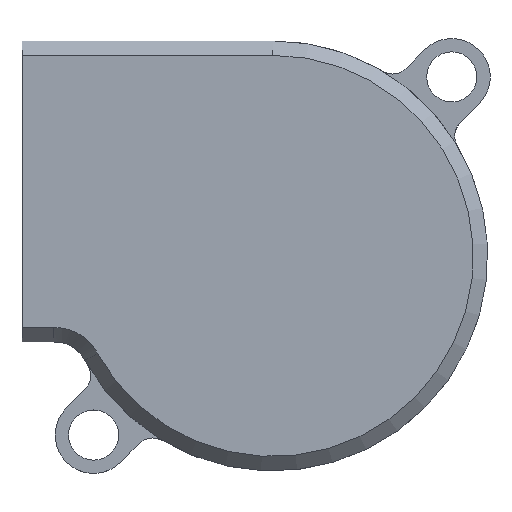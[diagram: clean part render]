
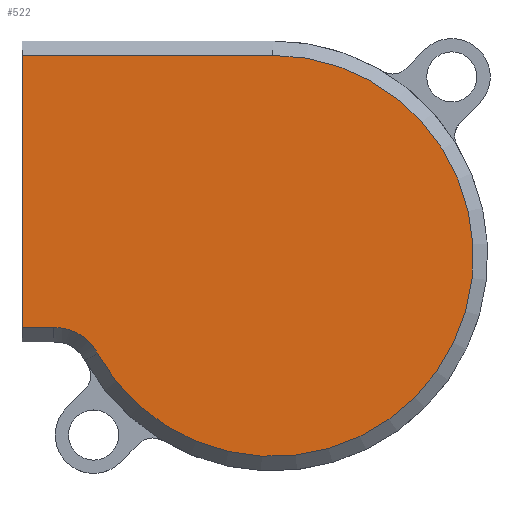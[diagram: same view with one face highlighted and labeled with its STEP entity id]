
A CAD part, top view. The second image highlights one B-rep face of the part: STEP entity #522.
In plain terms, the highlighted planar face has unit normal (0, 0, 1).
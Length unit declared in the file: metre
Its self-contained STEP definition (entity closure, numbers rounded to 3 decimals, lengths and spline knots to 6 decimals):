
#23=PLANE('',#571);
#40=LINE('',#766,#75);
#51=LINE('',#796,#86);
#52=LINE('',#797,#87);
#75=VECTOR('',#625,1.);
#86=VECTOR('',#642,1.);
#87=VECTOR('',#643,1.);
#112=B_SPLINE_CURVE_WITH_KNOTS('',3,(#799,#800,#801,#802,#803,#804,#805,
#806,#807,#808,#809,#810),.UNSPECIFIED.,.F.,.F.,(4,1,1,1,1,1,1,1,1,4),(0.,
0.125,0.25,0.375,0.5,0.625,0.75,0.8125,0.875,1.),.UNSPECIFIED.);
#163=ORIENTED_EDGE('',*,*,#318,.T.);
#164=ORIENTED_EDGE('',*,*,#319,.T.);
#165=ORIENTED_EDGE('',*,*,#306,.T.);
#166=ORIENTED_EDGE('',*,*,#320,.T.);
#167=ORIENTED_EDGE('',*,*,#321,.T.);
#306=EDGE_CURVE('',#384,#385,#40,.T.);
#318=EDGE_CURVE('',#394,#395,#429,.T.);
#319=EDGE_CURVE('',#395,#384,#51,.T.);
#320=EDGE_CURVE('',#385,#396,#52,.T.);
#321=EDGE_CURVE('',#396,#394,#112,.T.);
#384=VERTEX_POINT('',#767);
#385=VERTEX_POINT('',#768);
#394=VERTEX_POINT('',#794);
#395=VERTEX_POINT('',#795);
#396=VERTEX_POINT('',#798);
#429=CIRCLE('',#572,0.028);
#444=EDGE_LOOP('',(#163,#164,#165,#166,#167));
#480=FACE_BOUND('',#444,.T.);
#522=ADVANCED_FACE('',(#480),#23,.T.);
#571=AXIS2_PLACEMENT_3D('',#792,#638,#639);
#572=AXIS2_PLACEMENT_3D('',#793,#640,#641);
#625=DIRECTION('',(0.,-1.,0.));
#638=DIRECTION('',(0.,0.,1.));
#639=DIRECTION('',(1.,0.,0.));
#640=DIRECTION('',(0.,0.,1.));
#641=DIRECTION('',(1.,0.,0.));
#642=DIRECTION('',(-1.,0.,0.));
#643=DIRECTION('',(1.,0.,0.));
#766=CARTESIAN_POINT('',(-0.035,0.009,0.01));
#767=CARTESIAN_POINT('',(-0.035,0.028,0.01));
#768=CARTESIAN_POINT('',(-0.035,-0.01,0.01));
#792=CARTESIAN_POINT('',(-0.0025,0.,0.01));
#793=CARTESIAN_POINT('',(0.,0.,0.01));
#794=CARTESIAN_POINT('',(-0.024475,-0.0136,0.01));
#795=CARTESIAN_POINT('',(0.,0.028,0.01));
#796=CARTESIAN_POINT('',(-0.035,0.028,0.01));
#797=CARTESIAN_POINT('',(-0.030594,-0.01,0.01));
#798=CARTESIAN_POINT('',(-0.030594,-0.01,0.01));
#799=CARTESIAN_POINT('',(-0.030594,-0.01,0.01));
#800=CARTESIAN_POINT('',(-0.030243,-0.009998,0.01));
#801=CARTESIAN_POINT('',(-0.02964,-0.010024,0.01));
#802=CARTESIAN_POINT('',(-0.028739,-0.010189,0.01));
#803=CARTESIAN_POINT('',(-0.027829,-0.010491,0.01));
#804=CARTESIAN_POINT('',(-0.027001,-0.010902,0.01));
#805=CARTESIAN_POINT('',(-0.026239,-0.011429,0.01));
#806=CARTESIAN_POINT('',(-0.025658,-0.011964,0.01));
#807=CARTESIAN_POINT('',(-0.025243,-0.012435,0.01));
#808=CARTESIAN_POINT('',(-0.024882,-0.012905,0.01));
#809=CARTESIAN_POINT('',(-0.024641,-0.013297,0.01));
#810=CARTESIAN_POINT('',(-0.024475,-0.0136,0.01));
